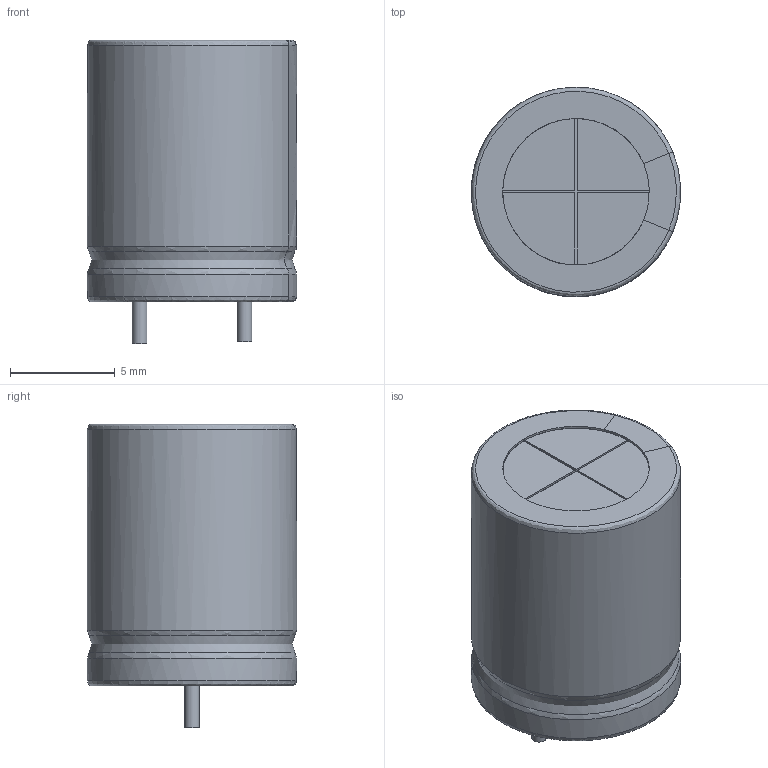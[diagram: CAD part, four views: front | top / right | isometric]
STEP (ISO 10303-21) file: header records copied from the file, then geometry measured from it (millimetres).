
FILE_DESCRIPTION(('FreeCAD Model'),'2;1');
FILE_NAME('Open CASCADE Shape Model','2022-05-21T11:04:03',('Author'),( ''),'Open CASCADE STEP processor 7.5','FreeCAD','Unknown');
FILE_SCHEMA(('AUTOMOTIVE_DESIGN { 1 0 10303 214 1 1 1 1 }'));
Length unit declared in the file: millimetre
Products named in the file (6): Golden-Stripe-scaled; Black-Stripes-scaled; Black-schrink-scaled; Top001; Pins001; Bottom001
Bounding box: 10 x 10 x 14.5 mm (x, y, z)
Surface area: 566.8 mm2 (no closed solid volume)
Topology: 0 solids, 43 shells, 43 faces, 218 edges, 216 vertices
Faces by surface type: bspline 25, plane 16, cylinder 2
Full cylindrical faces by diameter (mm): 0.7 x2
Entity records: 6016 total; most frequent: CARTESIAN_POINT 3274, B_SPLINE_CURVE_WITH_KNOTS 228, ORIENTED_EDGE 220, PCURVE 220, DEFINITIONAL_REPRESENTATION 220, EDGE_CURVE 218, VERTEX_POINT 216, SURFACE_CURVE 216
